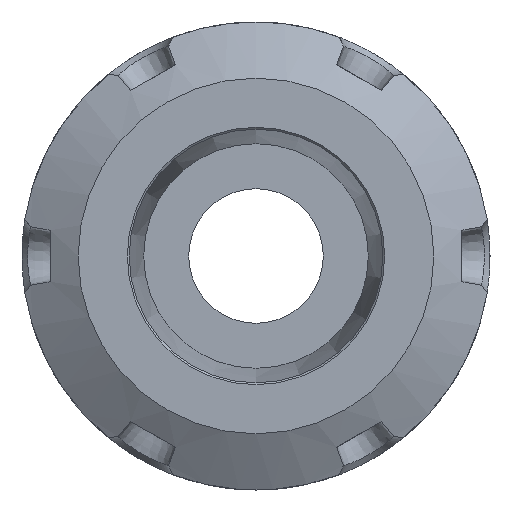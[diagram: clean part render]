
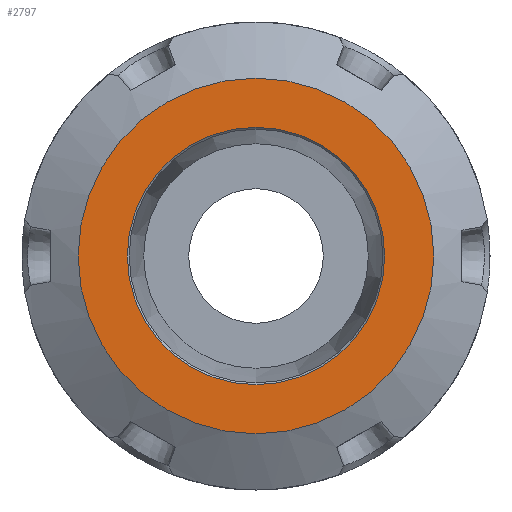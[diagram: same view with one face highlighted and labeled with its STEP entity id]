
A CAD part, left-side view. The second image highlights one B-rep face of the part: STEP entity #2797.
In plain terms, the highlighted planar face has unit normal (-1, 0, 0).
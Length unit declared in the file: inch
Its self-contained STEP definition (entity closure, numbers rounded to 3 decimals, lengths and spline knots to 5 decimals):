
#27=FACE_BOUND('',#557,.T.);
#84=PLANE('',#2985);
#397=FACE_OUTER_BOUND('',#556,.T.);
#556=EDGE_LOOP('',(#1980));
#557=EDGE_LOOP('',(#1981));
#900=CIRCLE('',#2957,0.74803);
#904=CIRCLE('',#2979,0.54134);
#1090=VERTEX_POINT('',#4595);
#1102=VERTEX_POINT('',#4751);
#1401=EDGE_CURVE('',#1090,#1090,#900,.T.);
#1429=EDGE_CURVE('',#1102,#1102,#904,.T.);
#1980=ORIENTED_EDGE('',*,*,#1401,.F.);
#1981=ORIENTED_EDGE('',*,*,#1429,.F.);
#2797=ADVANCED_FACE('',(#397,#27),#84,.F.);
#2957=AXIS2_PLACEMENT_3D('',#4597,#3272,#3273);
#2979=AXIS2_PLACEMENT_3D('',#4752,#3328,#3329);
#2985=AXIS2_PLACEMENT_3D('',#4764,#3342,#3343);
#3272=DIRECTION('center_axis',(1.,0.,0.));
#3273=DIRECTION('ref_axis',(0.,0.,
-1.));
#3328=DIRECTION('center_axis',(-1.,0.,0.));
#3329=DIRECTION('ref_axis',(0.,0.,
-1.));
#3342=DIRECTION('center_axis',(1.,0.,0.));
#3343=DIRECTION('ref_axis',(0.,0.,
-1.));
#4595=CARTESIAN_POINT('',(-2.24409,0.,0.74803));
#4597=CARTESIAN_POINT('Origin',(-2.24409,0.,
0.));
#4751=CARTESIAN_POINT('',(-2.24409,0.,0.54134));
#4752=CARTESIAN_POINT('Origin',(-2.24409,0.,
0.));
#4764=CARTESIAN_POINT('Origin',(-2.24409,0.,
0.));
